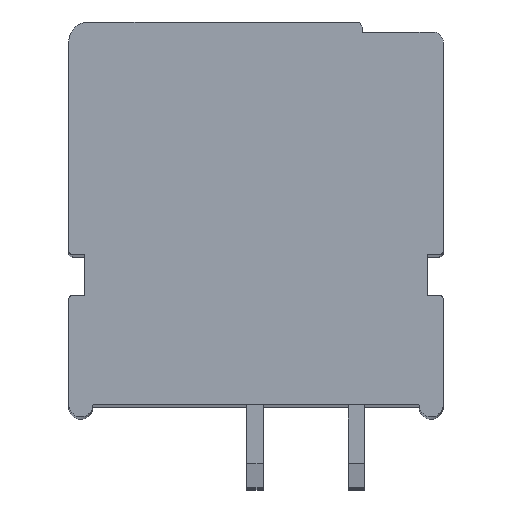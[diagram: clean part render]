
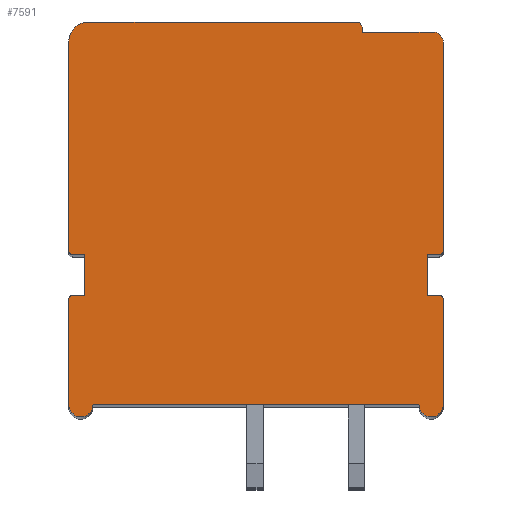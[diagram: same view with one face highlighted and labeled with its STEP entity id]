
A CAD part, top view. The second image highlights one B-rep face of the part: STEP entity #7591.
In plain terms, the highlighted planar face has unit normal (0, 0, 1).
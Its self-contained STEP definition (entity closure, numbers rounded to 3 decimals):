
#1064=CARTESIAN_POINT('',(8.75,8.75,4.7));
#1065=DIRECTION('',(0.,0.,1.));
#1066=DIRECTION('',(1.,0.,0.));
#1067=AXIS2_PLACEMENT_3D('',#1064,#1065,#1066);
#1069=DIRECTION('',(0.,1.,0.));
#1070=VECTOR('',#1069,10.3);
#1071=CARTESIAN_POINT('',(9.25,-1.55,4.7));
#1072=LINE('',#1071,#1070);
#1073=CARTESIAN_POINT('',(9.05,-1.55,4.7));
#1074=DIRECTION('',(0.,0.,1.));
#1075=DIRECTION('',(0.,-1.,0.));
#1076=AXIS2_PLACEMENT_3D('',#1073,#1074,#1075);
#1078=DIRECTION('',(1.,0.,0.));
#1079=VECTOR('',#1078,0.6);
#1080=CARTESIAN_POINT('',(8.45,-1.75,4.7));
#1081=LINE('',#1080,#1079);
#1082=DIRECTION('',(0.,1.,0.));
#1083=VECTOR('',#1082,2.);
#1084=CARTESIAN_POINT('',(8.45,-3.75,4.7));
#1085=LINE('',#1084,#1083);
#1086=DIRECTION('',(-1.,0.,0.));
#1087=VECTOR('',#1086,0.6);
#1088=CARTESIAN_POINT('',(9.05,-3.75,4.7));
#1089=LINE('',#1088,#1087);
#1090=CARTESIAN_POINT('',(9.05,-3.95,4.7));
#1091=DIRECTION('',(0.,0.,1.));
#1092=DIRECTION('',(1.,0.,0.));
#1093=AXIS2_PLACEMENT_3D('',#1090,#1091,#1092);
#1095=DIRECTION('',(0.,1.,0.));
#1096=VECTOR('',#1095,5.2);
#1097=CARTESIAN_POINT('',(9.25,-9.15,4.7));
#1098=LINE('',#1097,#1096);
#1099=CARTESIAN_POINT('',(8.65,-9.15,4.7));
#1100=DIRECTION('',(0.,0.,1.));
#1101=DIRECTION('',(-1.,0.,0.));
#1102=AXIS2_PLACEMENT_3D('',#1099,#1100,#1101);
#1104=DIRECTION('',(1.,0.,0.));
#1105=VECTOR('',#1104,16.1);
#1106=CARTESIAN_POINT('',(-8.05,-9.15,4.7));
#1107=LINE('',#1106,#1105);
#1108=CARTESIAN_POINT('',(-8.65,-9.15,4.7));
#1109=DIRECTION('',(0.,0.,1.));
#1110=DIRECTION('',(-1.,0.,0.));
#1111=AXIS2_PLACEMENT_3D('',#1108,#1109,#1110);
#1113=DIRECTION('',(0.,-1.,0.));
#1114=VECTOR('',#1113,5.2);
#1115=CARTESIAN_POINT('',(-9.25,-3.95,4.7));
#1116=LINE('',#1115,#1114);
#1117=CARTESIAN_POINT('',(-9.05,-3.95,4.7));
#1118=DIRECTION('',(0.,0.,1.));
#1119=DIRECTION('',(0.,1.,0.));
#1120=AXIS2_PLACEMENT_3D('',#1117,#1118,#1119);
#1122=DIRECTION('',(-1.,0.,0.));
#1123=VECTOR('',#1122,0.6);
#1124=CARTESIAN_POINT('',(-8.45,-3.75,4.7));
#1125=LINE('',#1124,#1123);
#1126=DIRECTION('',(0.,-1.,0.));
#1127=VECTOR('',#1126,2.);
#1128=CARTESIAN_POINT('',(-8.45,-1.75,4.7));
#1129=LINE('',#1128,#1127);
#1130=DIRECTION('',(1.,0.,0.));
#1131=VECTOR('',#1130,0.6);
#1132=CARTESIAN_POINT('',(-9.05,-1.75,4.7));
#1133=LINE('',#1132,#1131);
#1134=CARTESIAN_POINT('',(-9.05,-1.55,4.7));
#1135=DIRECTION('',(0.,0.,1.));
#1136=DIRECTION('',(-1.,0.,0.));
#1137=AXIS2_PLACEMENT_3D('',#1134,#1135,#1136);
#1139=DIRECTION('',(0.,-1.,0.));
#1140=VECTOR('',#1139,10.3);
#1141=CARTESIAN_POINT('',(-9.25,8.75,4.7));
#1142=LINE('',#1141,#1140);
#1143=CARTESIAN_POINT('',(-8.25,8.75,4.7));
#1144=DIRECTION('',(0.,0.,1.));
#1145=DIRECTION('',(0.,1.,0.));
#1146=AXIS2_PLACEMENT_3D('',#1143,#1144,#1145);
#1148=DIRECTION('',(-1.,0.,0.));
#1149=VECTOR('',#1148,13.2);
#1150=CARTESIAN_POINT('',(4.95,9.75,4.7));
#1151=LINE('',#1150,#1149);
#1152=CARTESIAN_POINT('',(4.95,9.45,4.7));
#1153=DIRECTION('',(0.,0.,1.));
#1154=DIRECTION('',(1.,0.,0.));
#1155=AXIS2_PLACEMENT_3D('',#1152,#1153,#1154);
#1157=DIRECTION('',(0.,1.,0.));
#1158=VECTOR('',#1157,0.2);
#1159=CARTESIAN_POINT('',(5.25,9.25,4.7));
#1160=LINE('',#1159,#1158);
#1161=DIRECTION('',(-1.,0.,0.));
#1162=VECTOR('',#1161,3.5);
#1163=CARTESIAN_POINT('',(8.75,9.25,4.7));
#1164=LINE('',#1163,#1162);
#5033=CARTESIAN_POINT('',(9.25,8.75,4.7));
#5034=CARTESIAN_POINT('',(8.75,9.25,4.7));
#5035=VERTEX_POINT('',#5033);
#5036=VERTEX_POINT('',#5034);
#5037=CARTESIAN_POINT('',(5.25,9.25,4.7));
#5038=VERTEX_POINT('',#5037);
#5039=CARTESIAN_POINT('',(5.25,9.45,4.7));
#5040=VERTEX_POINT('',#5039);
#5041=CARTESIAN_POINT('',(4.95,9.75,4.7));
#5042=VERTEX_POINT('',#5041);
#5043=CARTESIAN_POINT('',(-8.25,9.75,4.7));
#5044=VERTEX_POINT('',#5043);
#5045=CARTESIAN_POINT('',(-9.25,8.75,4.7));
#5046=VERTEX_POINT('',#5045);
#5047=CARTESIAN_POINT('',(-9.25,-1.55,4.7));
#5048=VERTEX_POINT('',#5047);
#5049=CARTESIAN_POINT('',(-9.05,-1.75,4.7));
#5050=VERTEX_POINT('',#5049);
#5051=CARTESIAN_POINT('',(-8.45,-1.75,4.7));
#5052=VERTEX_POINT('',#5051);
#5053=CARTESIAN_POINT('',(-8.45,-3.75,4.7));
#5054=VERTEX_POINT('',#5053);
#5055=CARTESIAN_POINT('',(-9.05,-3.75,4.7));
#5056=VERTEX_POINT('',#5055);
#5057=CARTESIAN_POINT('',(-9.25,-3.95,4.7));
#5058=VERTEX_POINT('',#5057);
#5059=CARTESIAN_POINT('',(-9.25,-9.15,4.7));
#5060=VERTEX_POINT('',#5059);
#5061=CARTESIAN_POINT('',(-8.05,-9.15,4.7));
#5062=VERTEX_POINT('',#5061);
#5063=CARTESIAN_POINT('',(8.05,-9.15,4.7));
#5064=VERTEX_POINT('',#5063);
#5065=CARTESIAN_POINT('',(9.25,-9.15,4.7));
#5066=VERTEX_POINT('',#5065);
#5067=CARTESIAN_POINT('',(9.25,-3.95,4.7));
#5068=VERTEX_POINT('',#5067);
#5069=CARTESIAN_POINT('',(9.05,-3.75,4.7));
#5070=VERTEX_POINT('',#5069);
#5071=CARTESIAN_POINT('',(8.45,-3.75,4.7));
#5072=VERTEX_POINT('',#5071);
#5073=CARTESIAN_POINT('',(8.45,-1.75,4.7));
#5074=VERTEX_POINT('',#5073);
#5075=CARTESIAN_POINT('',(9.05,-1.75,4.7));
#5076=VERTEX_POINT('',#5075);
#5077=CARTESIAN_POINT('',(9.25,-1.55,4.7));
#5078=VERTEX_POINT('',#5077);
#7561=CARTESIAN_POINT('',(0.,0.,4.7));
#7562=DIRECTION('',(0.,0.,1.));
#7563=DIRECTION('',(1.,0.,0.));
#7564=AXIS2_PLACEMENT_3D('',#7561,#7562,#7563);
#7565=PLANE('',#7564);
#7566=ORIENTED_EDGE('',*,*,#6649,.F.);
#7567=ORIENTED_EDGE('',*,*,#6664,.F.);
#7568=ORIENTED_EDGE('',*,*,#6678,.F.);
#7569=ORIENTED_EDGE('',*,*,#6692,.F.);
#7570=ORIENTED_EDGE('',*,*,#6706,.F.);
#7571=ORIENTED_EDGE('',*,*,#6720,.F.);
#7572=ORIENTED_EDGE('',*,*,#6734,.F.);
#7573=ORIENTED_EDGE('',*,*,#6748,.F.);
#7574=ORIENTED_EDGE('',*,*,#6762,.F.);
#7575=ORIENTED_EDGE('',*,*,#6776,.F.);
#7576=ORIENTED_EDGE('',*,*,#7050,.F.);
#7577=ORIENTED_EDGE('',*,*,#7064,.F.);
#7578=ORIENTED_EDGE('',*,*,#7078,.F.);
#7579=ORIENTED_EDGE('',*,*,#7092,.F.);
#7580=ORIENTED_EDGE('',*,*,#7106,.F.);
#7581=ORIENTED_EDGE('',*,*,#7120,.F.);
#7582=ORIENTED_EDGE('',*,*,#7134,.F.);
#7583=ORIENTED_EDGE('',*,*,#7148,.F.);
#7584=ORIENTED_EDGE('',*,*,#7162,.F.);
#7585=ORIENTED_EDGE('',*,*,#7176,.F.);
#7586=ORIENTED_EDGE('',*,*,#7398,.F.);
#7587=ORIENTED_EDGE('',*,*,#7412,.F.);
#7588=ORIENTED_EDGE('',*,*,#7425,.F.);
#7589=EDGE_LOOP('',(#7566,#7567,#7568,#7569,#7570,#7571,#7572,#7573,#7574,#7575,
#7576,#7577,#7578,#7579,#7580,#7581,#7582,#7583,#7584,#7585,#7586,#7587,#7588));
#7590=FACE_OUTER_BOUND('',#7589,.F.);
#1068=CIRCLE('',#1067,0.5);
#1077=CIRCLE('',#1076,0.2);
#1094=CIRCLE('',#1093,0.2);
#1103=CIRCLE('',#1102,0.6);
#1112=CIRCLE('',#1111,0.6);
#1121=CIRCLE('',#1120,0.2);
#1138=CIRCLE('',#1137,0.2);
#1147=CIRCLE('',#1146,1.);
#1156=CIRCLE('',#1155,0.3);
#6649=EDGE_CURVE('',#5035,#5036,#1068,.T.);
#6664=EDGE_CURVE('',#5078,#5035,#1072,.T.);
#6678=EDGE_CURVE('',#5076,#5078,#1077,.T.);
#6692=EDGE_CURVE('',#5074,#5076,#1081,.T.);
#6706=EDGE_CURVE('',#5072,#5074,#1085,.T.);
#6720=EDGE_CURVE('',#5070,#5072,#1089,.T.);
#6734=EDGE_CURVE('',#5068,#5070,#1094,.T.);
#6748=EDGE_CURVE('',#5066,#5068,#1098,.T.);
#6762=EDGE_CURVE('',#5064,#5066,#1103,.T.);
#6776=EDGE_CURVE('',#5062,#5064,#1107,.T.);
#7050=EDGE_CURVE('',#5060,#5062,#1112,.T.);
#7064=EDGE_CURVE('',#5058,#5060,#1116,.T.);
#7078=EDGE_CURVE('',#5056,#5058,#1121,.T.);
#7092=EDGE_CURVE('',#5054,#5056,#1125,.T.);
#7106=EDGE_CURVE('',#5052,#5054,#1129,.T.);
#7120=EDGE_CURVE('',#5050,#5052,#1133,.T.);
#7134=EDGE_CURVE('',#5048,#5050,#1138,.T.);
#7148=EDGE_CURVE('',#5046,#5048,#1142,.T.);
#7162=EDGE_CURVE('',#5044,#5046,#1147,.T.);
#7176=EDGE_CURVE('',#5042,#5044,#1151,.T.);
#7398=EDGE_CURVE('',#5040,#5042,#1156,.T.);
#7412=EDGE_CURVE('',#5038,#5040,#1160,.T.);
#7425=EDGE_CURVE('',#5036,#5038,#1164,.T.);
#7591=ADVANCED_FACE('',(#7590),#7565,.T.);
